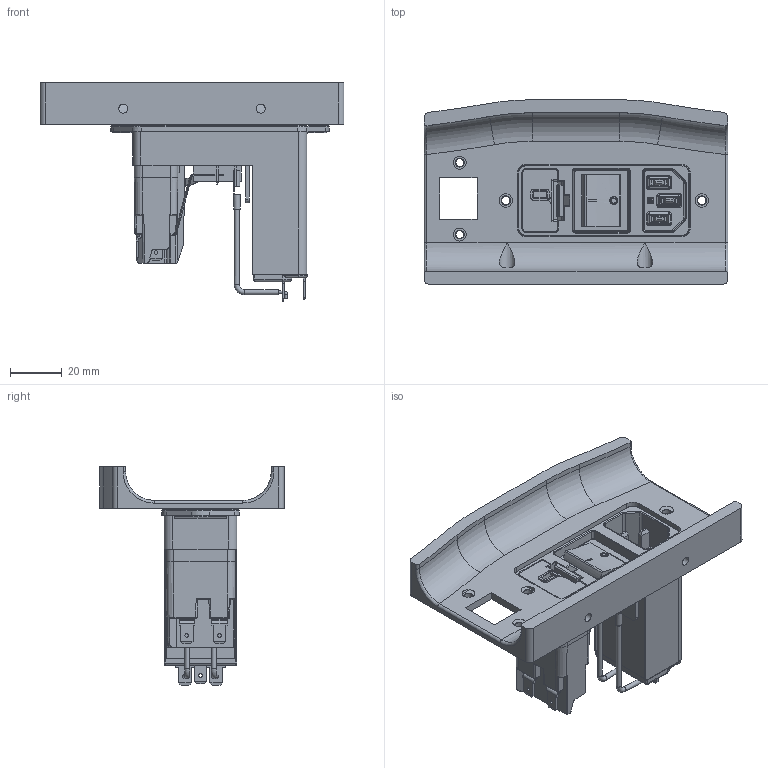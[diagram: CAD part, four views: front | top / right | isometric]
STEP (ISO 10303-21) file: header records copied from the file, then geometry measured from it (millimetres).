
FILE_DESCRIPTION(/* description */ (''),/* implementation_level */ '2;1');
FILE_NAME(/* name */ 'plug_panel_schurter.step',/* time_stamp */ '2022-07-29T12:53:44+02:00',/* author */ (''),/* organization */ (''),/* preprocessor_version */ 'ST-DEVELOPER v19',/* originating_system */ 'Autodesk Translation Framework v11.7.0.108',/* authorisation */ '');
FILE_SCHEMA (('AUTOMOTIVE_DESIGN { 1 0 10303 214 3 1 1 }'));
Products named in the file (3): VORON2 v2.4 Assembly - Final_Plug Panel; Power Entry; Bracket
Assembly tree (2 placements, depth 2):
  VORON2 v2.4 Assembly - Final_Plug Panel
    Power Entry
    Bracket
Bounding box: 117 x 71 x 84.16 mm (x, y, z)
Volume: 70429 mm3; surface area: 67388.4 mm2
Topology: 2 solids, 2 shells, 2219 faces, 6102 edges, 3899 vertices
Faces by surface type: plane 1366, cylinder 487, bspline 200, torus 96, cone 61, sphere 9
Full cylindrical faces by diameter (mm): 1 x4, 1.4 x8, 1.8 x1, 1.9 x4, 2 x1, 2.1 x2, 2.2 x1, 2.5 x4, 2.6 x2, 3 x5, 3.1 x4, 3.2 x2, 3.4 x4, 3.6 x2, 3.8 x1, 6 x2, 6.3 x2, 8.55 x2
Entity records: 79736 total; most frequent: CARTESIAN_POINT 23470, ORIENTED_EDGE 12190, DIRECTION 10990, EDGE_CURVE 6095, LINE 4406, VECTOR 4406, VERTEX_POINT 3899, AXIS2_PLACEMENT_3D 3292
